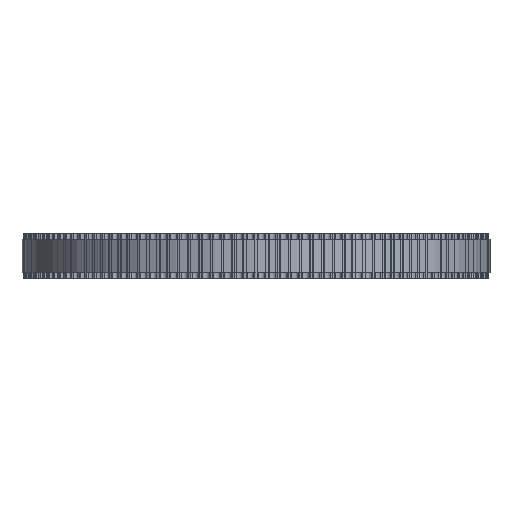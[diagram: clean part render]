
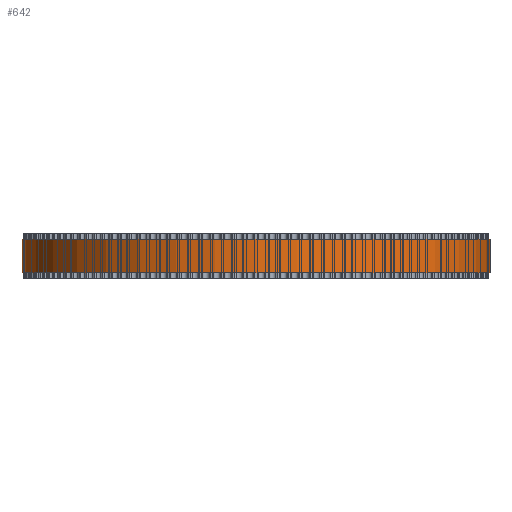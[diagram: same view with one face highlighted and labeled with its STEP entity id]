
A CAD part, front view. The second image highlights one B-rep face of the part: STEP entity #642.
In plain terms, the highlighted cylindrical face has radius 41.38 mm (diameter 82.761 mm), a full revolution.
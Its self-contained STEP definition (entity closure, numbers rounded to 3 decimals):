
#97=FACE_BOUND('',#2208,.T.);
#98=FACE_BOUND('',#2209,.T.);
#642=ADVANCED_FACE('',(#97,#98),#1163,.T.);
#1163=CYLINDRICAL_SURFACE('',#11583,41.38);
#2208=EDGE_LOOP('',(#6370));
#2209=EDGE_LOOP('',(#6371));
#6370=ORIENTED_EDGE('',*,*,#8974,.T.);
#6371=ORIENTED_EDGE('',*,*,#8975,.T.);
#7412=VERTEX_POINT('',#18360);
#7413=VERTEX_POINT('',#18362);
#8974=EDGE_CURVE('',#7412,#7412,#10016,.T.);
#8975=EDGE_CURVE('',#7413,#7413,#10017,.T.);
#10016=CIRCLE('',#11581,41.38);
#10017=CIRCLE('',#11582,41.38);
#11581=AXIS2_PLACEMENT_3D('',#18359,#15230,#15231);
#11582=AXIS2_PLACEMENT_3D('',#18361,#15232,#15233);
#11583=AXIS2_PLACEMENT_3D('',#18363,#15234,#15235);
#15230=DIRECTION('',(0.,0.,1.));
#15231=DIRECTION('',(1.,0.,0.));
#15232=DIRECTION('',(0.,0.,-1.));
#15233=DIRECTION('',(1.,0.,0.));
#15234=DIRECTION('',(0.,0.,1.));
#15235=DIRECTION('',(1.,0.,0.));
#18359=CARTESIAN_POINT('',(0.,0.,1.));
#18360=CARTESIAN_POINT('',(41.38,0.,1.));
#18361=CARTESIAN_POINT('',(0.,0.,7.));
#18362=CARTESIAN_POINT('',(41.38,0.,7.));
#18363=CARTESIAN_POINT('',(0.,0.,1.));
